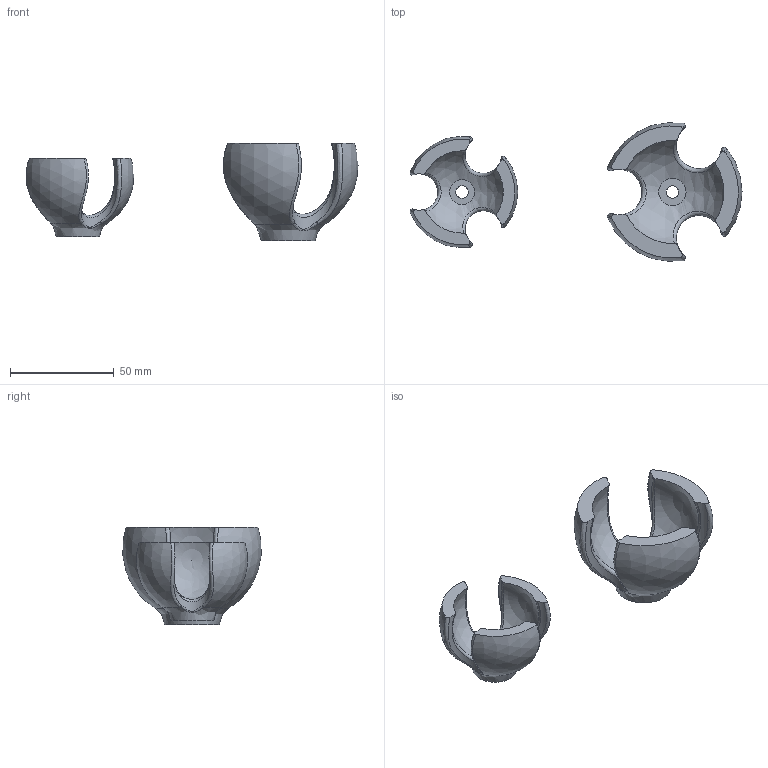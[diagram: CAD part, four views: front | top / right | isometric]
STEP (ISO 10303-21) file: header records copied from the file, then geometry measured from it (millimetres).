
FILE_DESCRIPTION(/* description */ (''),/* implementation_level */ '2;1');
FILE_NAME(/* name */ '50_40 mm ball foot v1.step',/* time_stamp */ '2022-06-18T10:08:06-05:00',/* author */ (''),/* organization */ (''),/* preprocessor_version */ 'ST-DEVELOPER v18.1',/* originating_system */ 'Autodesk Translation Framework v10.14.0.1471',/* authorisation */ '');
FILE_SCHEMA (('AUTOMOTIVE_DESIGN { 1 0 10303 214 3 1 1 }'));
Length unit declared in the file: millimetre
Products named in the file (3): 50_40 mm ball foot; 50 mm; 40 mm
Assembly tree (2 placements, depth 2):
  50_40 mm ball foot
    50 mm
    40 mm
Bounding box: 159.9 x 66.59 x 47.01 mm (x, y, z)
Volume: 53904.5 mm3; surface area: 22093.9 mm2
Topology: 2 solids, 2 shells, 56 faces, 154 edges, 98 vertices
Faces by surface type: bspline 28, plane 10, cylinder 10, sphere 8
Full cylindrical faces by diameter (mm): 6 x2, 12 x1, 13.117 x1
Entity records: 6033 total; most frequent: CARTESIAN_POINT 4745, ORIENTED_EDGE 300, DIRECTION 186, EDGE_CURVE 150, VERTEX_POINT 98, AXIS2_PLACEMENT_3D 91, B_SPLINE_CURVE_WITH_KNOTS 88, EDGE_LOOP 60
